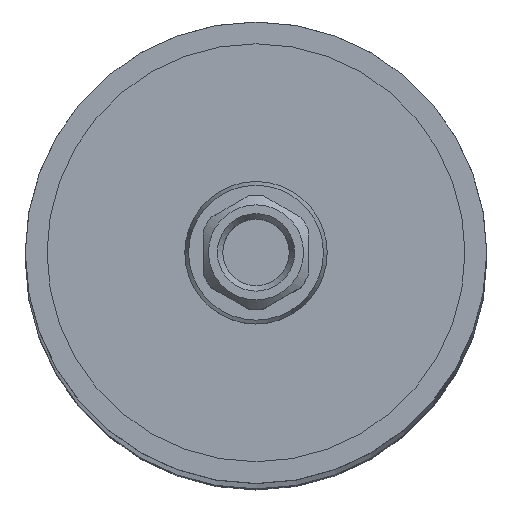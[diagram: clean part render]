
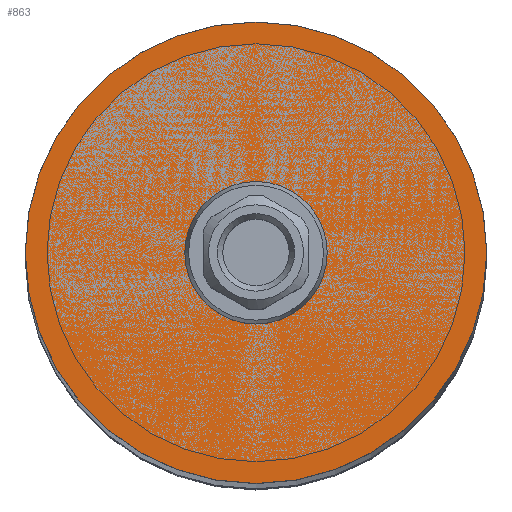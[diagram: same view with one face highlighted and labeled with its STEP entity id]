
A CAD part, top view. The second image highlights one B-rep face of the part: STEP entity #863.
In plain terms, the highlighted planar face has unit normal (0, 0, 1).
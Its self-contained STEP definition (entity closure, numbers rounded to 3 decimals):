
#61=PLANE('',#949);
#83=FACE_OUTER_BOUND('',#140,.T.);
#140=EDGE_LOOP('',(#585));
#305=CIRCLE('',#947,24.288);
#369=VERTEX_POINT('',#1377);
#451=EDGE_CURVE('',#369,#369,#305,.T.);
#585=ORIENTED_EDGE('',*,*,#451,.T.);
#863=ADVANCED_FACE('',(#83),#61,.T.);
#947=AXIS2_PLACEMENT_3D('',#1378,#1076,#1077);
#949=AXIS2_PLACEMENT_3D('',#1382,#1081,#1082);
#1076=DIRECTION('center_axis',(0.,0.,1.));
#1077=DIRECTION('ref_axis',(1.,0.,0.));
#1081=DIRECTION('center_axis',(0.,0.,1.));
#1082=DIRECTION('ref_axis',(1.,0.,0.));
#1377=CARTESIAN_POINT('',(-24.288,0.,-399.7));
#1378=CARTESIAN_POINT('Origin',(0.,0.,-399.7));
#1382=CARTESIAN_POINT('Origin',(0.,0.,-399.7));
